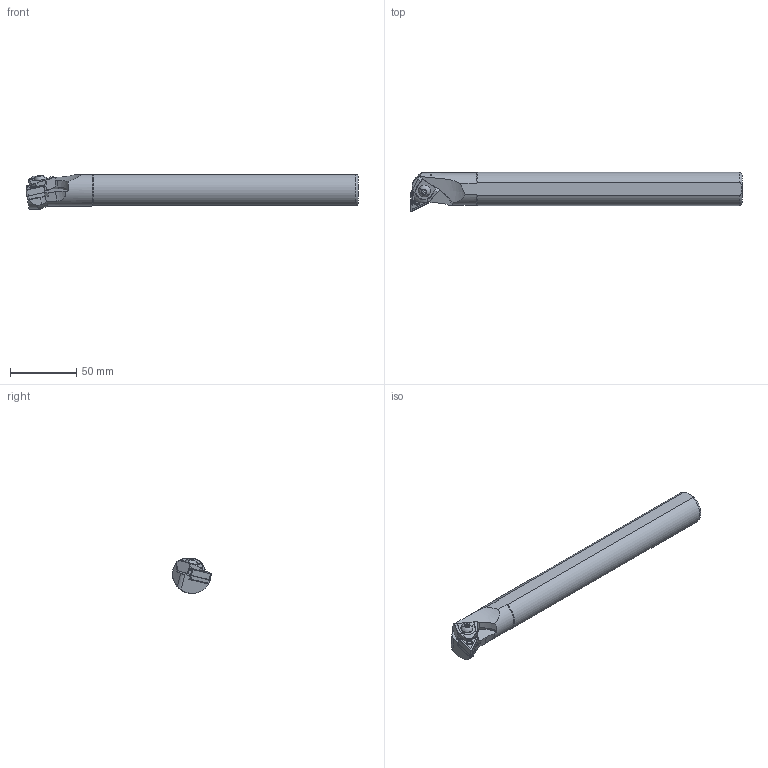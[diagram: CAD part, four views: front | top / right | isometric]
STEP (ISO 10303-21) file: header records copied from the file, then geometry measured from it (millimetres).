
FILE_DESCRIPTION (( 'STEP AP214' ), '1' );
FILE_NAME ('S25S-MTUNR-16-LIGHT.STP', '2023-10-19T09:37:46', ( '' ), ( '' ), 'SwSTEP 2.0', 'SolidWorks 2018', '' );
FILE_SCHEMA (( 'AUTOMOTIVE_DESIGN' ));
Length unit declared in the file: millimetre
Products named in the file (1): S25S-MTUNR-16-LIGHT
Bounding box: 250 x 29.5 x 26.09 mm (x, y, z)
Volume: 115091 mm3; surface area: 21971.4 mm2
Topology: 2 solids, 2 shells, 239 faces, 593 edges, 361 vertices
Faces by surface type: plane 106, cylinder 65, cone 30, torus 22, bspline 14, sphere 2
Entity records: 10308 total; most frequent: CARTESIAN_POINT 4219, ORIENTED_EDGE 1170, DIRECTION 1082, EDGE_CURVE 585, AXIS2_PLACEMENT_3D 388, VERTEX_POINT 361, VECTOR 306, LINE 306
